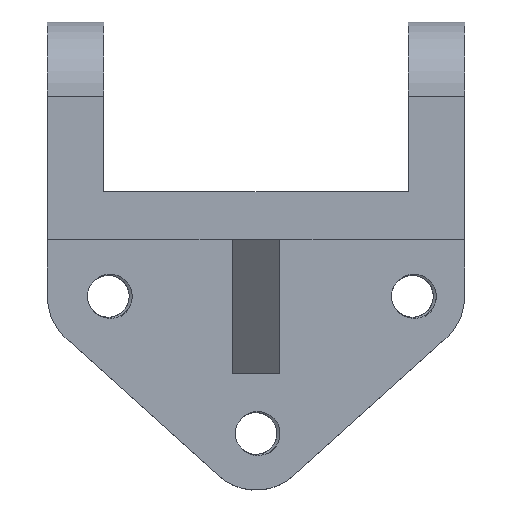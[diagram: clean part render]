
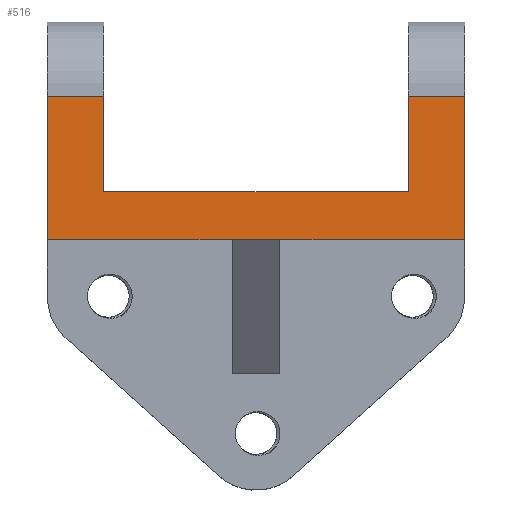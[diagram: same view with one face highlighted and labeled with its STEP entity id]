
A CAD part, top view. The second image highlights one B-rep face of the part: STEP entity #516.
In plain terms, the highlighted planar face has unit normal (0, 0, 1).
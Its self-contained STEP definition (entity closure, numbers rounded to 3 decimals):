
#22 = VERTEX_POINT('',#23);
#23 = CARTESIAN_POINT('',(70.,0.,25.));
#32 = EDGE_CURVE('',#22,#33,#35,.T.);
#33 = VERTEX_POINT('',#34);
#34 = CARTESIAN_POINT('',(51.,0.,25.));
#35 = LINE('',#36,#37);
#36 = CARTESIAN_POINT('',(70.,0.,25.));
#37 = VECTOR('',#38,1.);
#38 = DIRECTION('',(-1.,0.,0.));
#64 = EDGE_CURVE('',#22,#65,#67,.T.);
#65 = VERTEX_POINT('',#66);
#66 = CARTESIAN_POINT('',(70.,-48.,25.));
#67 = LINE('',#68,#69);
#68 = CARTESIAN_POINT('',(70.,0.,25.));
#69 = VECTOR('',#70,1.);
#70 = DIRECTION('',(0.,-1.,0.));
#485 = EDGE_CURVE('',#486,#33,#488,.T.);
#486 = VERTEX_POINT('',#487);
#487 = CARTESIAN_POINT('',(51.,-32.,25.));
#488 = LINE('',#489,#490);
#489 = CARTESIAN_POINT('',(51.,-16.,25.));
#490 = VECTOR('',#491,1.);
#491 = DIRECTION('',(0.,1.,0.));
#516 = ADVANCED_FACE('',(#517),#576,.T.);
#517 = FACE_BOUND('',#518,.T.);
#518 = EDGE_LOOP('',(#519,#520,#521,#522,#530,#538,#546,#554,#562,#570)
  );
#519 = ORIENTED_EDGE('',*,*,#64,.F.);
#520 = ORIENTED_EDGE('',*,*,#32,.T.);
#521 = ORIENTED_EDGE('',*,*,#485,.F.);
#522 = ORIENTED_EDGE('',*,*,#523,.T.);
#523 = EDGE_CURVE('',#486,#524,#526,.T.);
#524 = VERTEX_POINT('',#525);
#525 = CARTESIAN_POINT('',(-51.,-32.,25.));
#526 = LINE('',#527,#528);
#527 = CARTESIAN_POINT('',(60.5,-32.,25.));
#528 = VECTOR('',#529,1.);
#529 = DIRECTION('',(-1.,0.,0.));
#530 = ORIENTED_EDGE('',*,*,#531,.T.);
#531 = EDGE_CURVE('',#524,#532,#534,.T.);
#532 = VERTEX_POINT('',#533);
#533 = CARTESIAN_POINT('',(-51.,0.,25.));
#534 = LINE('',#535,#536);
#535 = CARTESIAN_POINT('',(-51.,-16.,25.));
#536 = VECTOR('',#537,1.);
#537 = DIRECTION('',(0.,1.,0.));
#538 = ORIENTED_EDGE('',*,*,#539,.T.);
#539 = EDGE_CURVE('',#532,#540,#542,.T.);
#540 = VERTEX_POINT('',#541);
#541 = CARTESIAN_POINT('',(-70.,0.,25.));
#542 = LINE('',#543,#544);
#543 = CARTESIAN_POINT('',(70.,0.,25.));
#544 = VECTOR('',#545,1.);
#545 = DIRECTION('',(-1.,0.,0.));
#546 = ORIENTED_EDGE('',*,*,#547,.T.);
#547 = EDGE_CURVE('',#540,#548,#550,.T.);
#548 = VERTEX_POINT('',#549);
#549 = CARTESIAN_POINT('',(-70.,-48.,25.));
#550 = LINE('',#551,#552);
#551 = CARTESIAN_POINT('',(-70.,0.,25.));
#552 = VECTOR('',#553,1.);
#553 = DIRECTION('',(0.,-1.,0.));
#554 = ORIENTED_EDGE('',*,*,#555,.F.);
#555 = EDGE_CURVE('',#556,#548,#558,.T.);
#556 = VERTEX_POINT('',#557);
#557 = CARTESIAN_POINT('',(-8.,-48.,25.));
#558 = LINE('',#559,#560);
#559 = CARTESIAN_POINT('',(70.,-48.,25.));
#560 = VECTOR('',#561,1.);
#561 = DIRECTION('',(-1.,0.,0.));
#562 = ORIENTED_EDGE('',*,*,#563,.F.);
#563 = EDGE_CURVE('',#564,#556,#566,.T.);
#564 = VERTEX_POINT('',#565);
#565 = CARTESIAN_POINT('',(8.,-48.,25.));
#566 = LINE('',#567,#568);
#567 = CARTESIAN_POINT('',(8.,-48.,25.));
#568 = VECTOR('',#569,1.);
#569 = DIRECTION('',(-1.,0.,0.));
#570 = ORIENTED_EDGE('',*,*,#571,.F.);
#571 = EDGE_CURVE('',#65,#564,#572,.T.);
#572 = LINE('',#573,#574);
#573 = CARTESIAN_POINT('',(70.,-48.,25.));
#574 = VECTOR('',#575,1.);
#575 = DIRECTION('',(-1.,0.,0.));
#576 = PLANE('',#577);
#577 = AXIS2_PLACEMENT_3D('',#578,#579,#580);
#578 = CARTESIAN_POINT('',(70.,0.,25.));
#579 = DIRECTION('',(0.,0.,1.));
#580 = DIRECTION('',(0.,-1.,0.));
